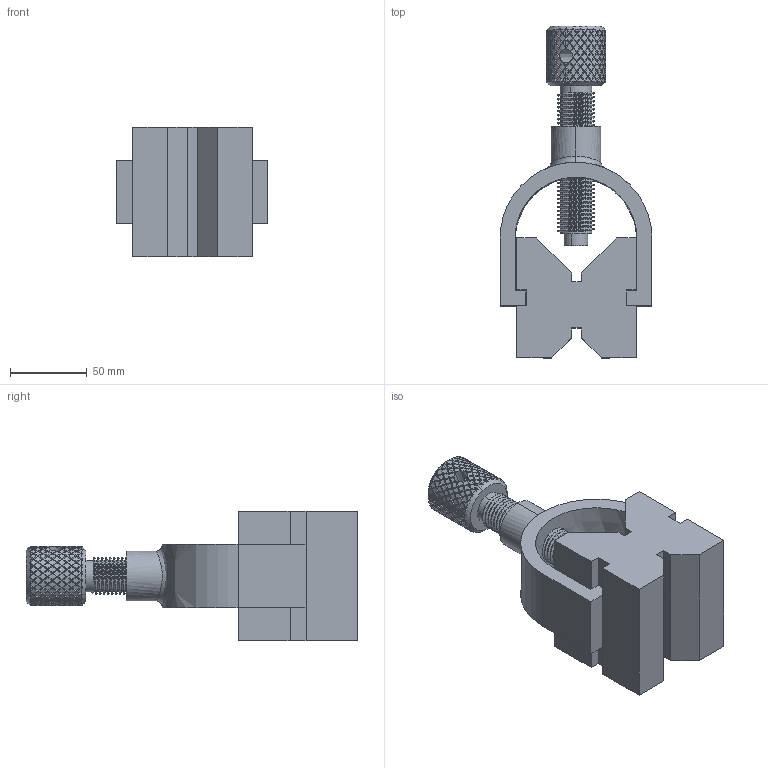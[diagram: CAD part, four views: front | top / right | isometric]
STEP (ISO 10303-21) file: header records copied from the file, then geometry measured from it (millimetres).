
FILE_DESCRIPTION(('FreeCAD Model'),'2;1');
FILE_NAME('Open CASCADE Shape Model','2025-05-07T03:47:37',('FreeCAD'),( 'FreeCAD'),'Open CASCADE STEP processor 7.6','FreeCAD','Unknown');
FILE_SCHEMA(('AUTOMOTIVE_DESIGN { 1 0 10303 214 1 1 1 1 }'));
Products named in the file (1): Open CASCADE STEP translator 7.6 1
Bounding box: 99.07 x 216.66 x 84.73 mm (x, y, z)
Volume: 609889 mm3; surface area: 94856.5 mm2
Topology: 3 solids, 3 shells, 1662 faces, 3604 edges, 1949 vertices
Faces by surface type: bspline 1662
Entity records: 99540 total; most frequent: CARTESIAN_POINT 80138, ORIENTED_EDGE 7208, EDGE_CURVE 3604, VERTEX_POINT 1949, FACE_BOUND 1667, EDGE_LOOP 1667, ADVANCED_FACE 1662, B_SPLINE_CURVE_WITH_KNOTS 1578
